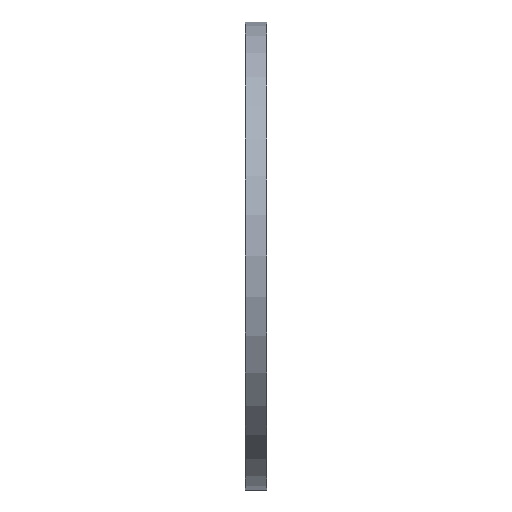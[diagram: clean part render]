
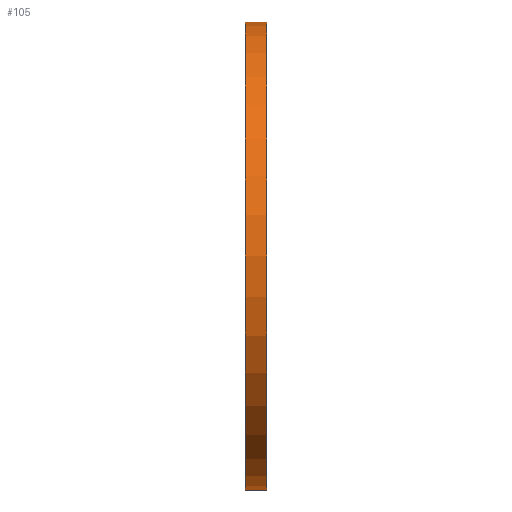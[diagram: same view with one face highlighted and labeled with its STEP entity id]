
A CAD part, left-side view. The second image highlights one B-rep face of the part: STEP entity #105.
In plain terms, the highlighted cylindrical face has radius 322.5 mm (diameter 645 mm), a partial arc.
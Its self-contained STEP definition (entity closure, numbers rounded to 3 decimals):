
#38 = CARTESIAN_POINT ( 'NONE',  ( 0., 0., 322.5 ) ) ;
#105 = ADVANCED_FACE ( 'NONE', ( #1134 ), #871, .T. ) ;
#221 = ORIENTED_EDGE ( 'NONE', *, *, #1077, .T. ) ;
#224 = DIRECTION ( 'NONE',  ( 0., 1., 0. ) ) ;
#248 = ORIENTED_EDGE ( 'NONE', *, *, #1464, .F. ) ;
#289 = VERTEX_POINT ( 'NONE', #1583 ) ;
#355 = DIRECTION ( 'NONE',  ( 0., 0., 1. ) ) ;
#440 = EDGE_CURVE ( 'NONE', #817, #289, #1408, .T. ) ;
#456 = CARTESIAN_POINT ( 'NONE',  ( 0., 34.695, -322.5 ) ) ;
#462 = VERTEX_POINT ( 'NONE', #38 ) ;
#535 = CIRCLE ( 'NONE', #1680, 322.5 ) ;
#710 = CARTESIAN_POINT ( 'NONE',  ( 0., 30., -322.5 ) ) ;
#723 = DIRECTION ( 'NONE',  ( 0., 0., 1. ) ) ;
#725 = DIRECTION ( 'NONE',  ( 0., 0., 1. ) ) ;
#727 = CARTESIAN_POINT ( 'NONE',  ( 0., 0., -322.5 ) ) ;
#770 = AXIS2_PLACEMENT_3D ( 'NONE', #1530, #1260, #725 ) ;
#771 = LINE ( 'NONE', #1317, #1495 ) ;
#817 = VERTEX_POINT ( 'NONE', #710 ) ;
#869 = CARTESIAN_POINT ( 'NONE',  ( 0., 30., 0. ) ) ;
#871 = CYLINDRICAL_SURFACE ( 'NONE', #770, 322.5 ) ;
#920 = VERTEX_POINT ( 'NONE', #727 ) ;
#1077 = EDGE_CURVE ( 'NONE', #920, #462, #535, .T. ) ;
#1134 = FACE_OUTER_BOUND ( 'NONE', #1243, .T. ) ;
#1135 = LINE ( 'NONE', #456, #1151 ) ;
#1151 = VECTOR ( 'NONE', #1548, 1000. ) ;
#1243 = EDGE_LOOP ( 'NONE', ( #248, #221, #1734, #1258 ) ) ;
#1258 = ORIENTED_EDGE ( 'NONE', *, *, #440, .F. ) ;
#1260 = DIRECTION ( 'NONE',  ( 0., 1., 0. ) ) ;
#1317 = CARTESIAN_POINT ( 'NONE',  ( 0., 34.695, 322.5 ) ) ;
#1408 = CIRCLE ( 'NONE', #1635, 322.5 ) ;
#1418 = DIRECTION ( 'NONE',  ( 0., 1., 0. ) ) ;
#1460 = CARTESIAN_POINT ( 'NONE',  ( 0., 0., 0. ) ) ;
#1464 = EDGE_CURVE ( 'NONE', #920, #817, #1135, .T. ) ;
#1495 = VECTOR ( 'NONE', #224, 1000. ) ;
#1530 = CARTESIAN_POINT ( 'NONE',  ( 0., 34.695, 0. ) ) ;
#1541 = EDGE_CURVE ( 'NONE', #462, #289, #771, .T. ) ;
#1548 = DIRECTION ( 'NONE',  ( 0., 1., 0. ) ) ;
#1583 = CARTESIAN_POINT ( 'NONE',  ( 0., 30., 322.5 ) ) ;
#1587 = DIRECTION ( 'NONE',  ( 0., 1., 0. ) ) ;
#1635 = AXIS2_PLACEMENT_3D ( 'NONE', #869, #1418, #723 ) ;
#1680 = AXIS2_PLACEMENT_3D ( 'NONE', #1460, #1587, #355 ) ;
#1734 = ORIENTED_EDGE ( 'NONE', *, *, #1541, .T. ) ;
